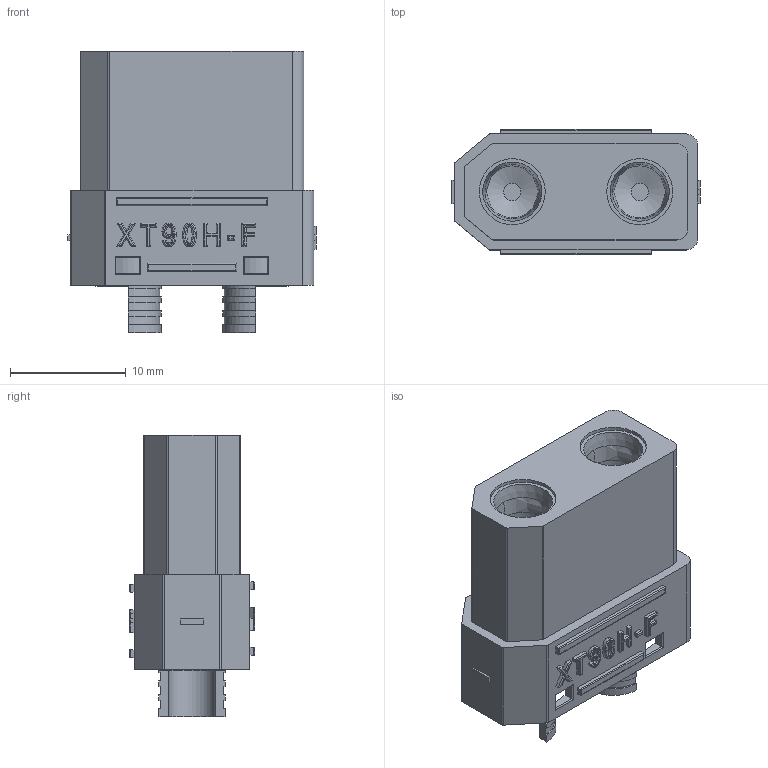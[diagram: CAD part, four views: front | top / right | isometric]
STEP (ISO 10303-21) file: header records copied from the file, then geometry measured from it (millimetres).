
FILE_DESCRIPTION(/* description */ ('STEP AP214'),/* implementation_level */ '2;1');
FILE_NAME(/* name */ 'XT90H-F.step',/* time_stamp */ '2026-02-05T15:00:39+01:00',/* author */ (''),/* organization */ (''),/* preprocessor_version */ 'ST-DEVELOPER v20.1',/* originating_system */ 'Autodesk Translation Framework v14.24.0.0',/* authorisation */ '');
FILE_SCHEMA (('AUTOMOTIVE_DESIGN { 1 0 10303 214 3 1 1 }'));
Length unit declared in the file: millimetre
Products named in the file (1): XT90H-F
Bounding box: 21.4 x 10.8 x 24.3 mm (x, y, z)
Volume: 2678 mm3; surface area: 3886.3 mm2
Topology: 3 solids, 3 shells, 464 faces, 1114 edges, 684 vertices
Faces by surface type: plane 212, cylinder 162, bspline 84, cone 6
Full cylindrical faces by diameter (mm): 4 x2, 4.5 x2, 5.7 x4, 8.5 x2
Entity records: 22893 total; most frequent: CARTESIAN_POINT 12497, ORIENTED_EDGE 2228, DIRECTION 1964, EDGE_CURVE 1114, LINE 722, VECTOR 722, VERTEX_POINT 684, AXIS2_PLACEMENT_3D 621
